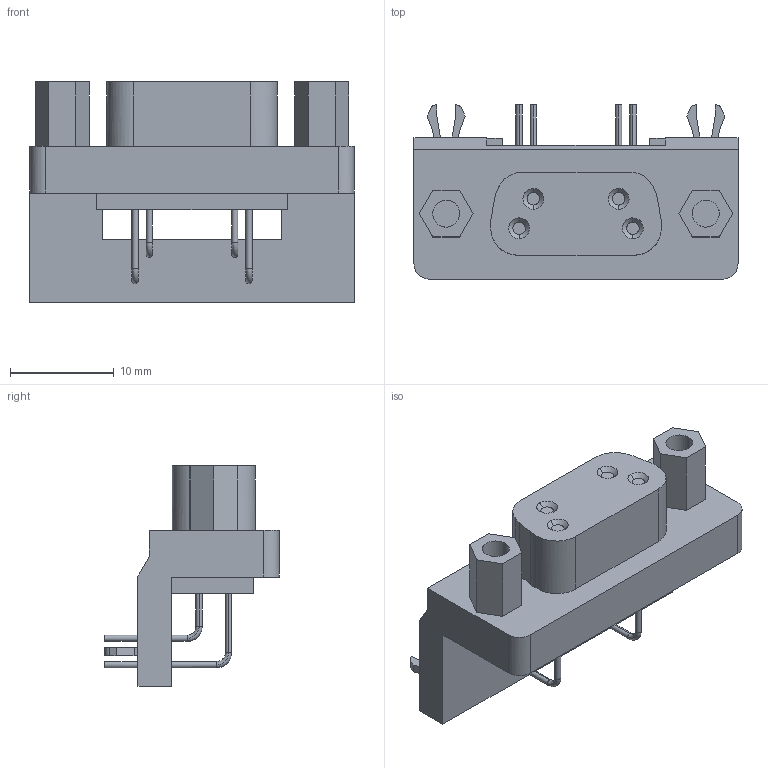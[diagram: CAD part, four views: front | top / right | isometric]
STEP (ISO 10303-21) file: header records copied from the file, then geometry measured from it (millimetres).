
FILE_DESCRIPTION(('STEP AP214'),'1');
FILE_NAME('09661526613.stp','2017-06-22T07:38:02',('TraceParts'),('TraceParts S.A.'),'Spatial InterOp 3D',' ',' ');
FILE_SCHEMA(('automotive_design'));
Length unit declared in the file: millimetre
Products named in the file (1): 09661526613
Bounding box: 31.2 x 16.8 x 21.2 mm (x, y, z)
Volume: 3674.9 mm3; surface area: 2652.3 mm2
Topology: 1 solids, 1 shells, 145 faces, 368 edges, 242 vertices
Faces by surface type: bspline 145
Entity records: 7054 total; most frequent: CARTESIAN_POINT 2447, ORIENTED_EDGE 736, PRESENTATION_STYLE_ASSIGNMENT 419, COLOUR_RGB 419, EDGE_CURVE 368, STYLED_ITEM 328, CURVE_STYLE 273, DRAUGHTING_PRE_DEFINED_CURVE_FONT 273
